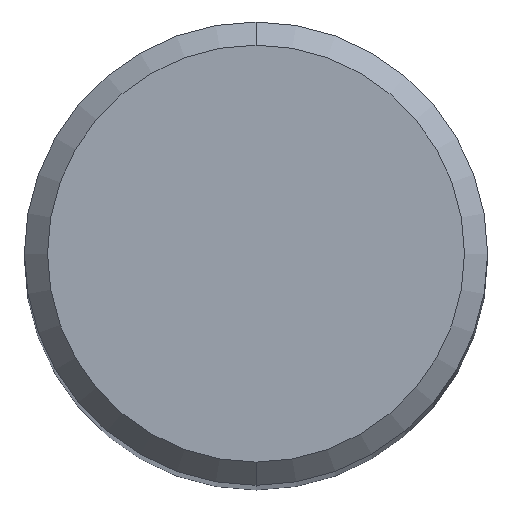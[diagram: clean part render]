
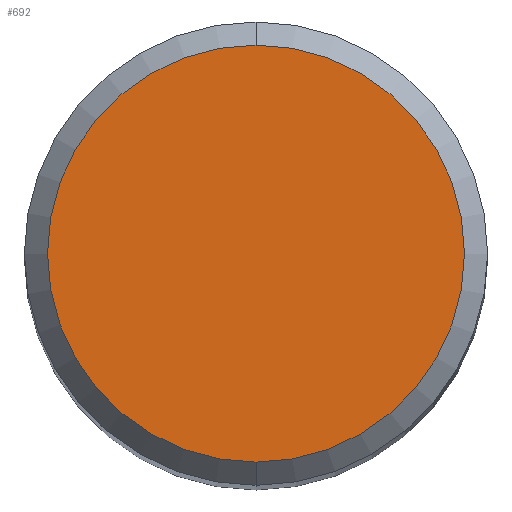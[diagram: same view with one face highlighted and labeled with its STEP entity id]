
A CAD part, top view. The second image highlights one B-rep face of the part: STEP entity #692.
In plain terms, the highlighted planar face has unit normal (0, 0, 1).
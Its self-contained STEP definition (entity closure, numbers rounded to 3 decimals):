
#332=EDGE_CURVE('',#756,#446,#945,.T.);
#446=VERTEX_POINT('',#1070);
#606=EDGE_CURVE('',#446,#756,#1240,.T.);
#692=ADVANCED_FACE('',(#1333),#1334,.T.);
#756=VERTEX_POINT('',#1403);
#945=CIRCLE('',#1607,5.4);
#1070=CARTESIAN_POINT('',(0.,-5.4,0.0));
#1240=CIRCLE('',#5738,5.4);
#1333=FACE_OUTER_BOUND('',#8597,.T.);
#1334=PLANE('',#8598);
#1403=CARTESIAN_POINT('',(0.0,5.4,0.0));
#1607=AXIS2_PLACEMENT_3D('',#9948,#9949,#9950);
#5738=AXIS2_PLACEMENT_3D('',#10225,#10226,#10227);
#8597=EDGE_LOOP('',(#10305,#10306));
#8598=AXIS2_PLACEMENT_3D('',#10307,#10308,#10309);
#9948=CARTESIAN_POINT('',(0.0,0.0,0.0));
#9949=DIRECTION('',(0.0,0.0,-1.0));
#9950=DIRECTION('',(0.0,1.0,0.0));
#10225=CARTESIAN_POINT('',(0.0,0.0,0.0));
#10226=DIRECTION('',(0.0,0.0,-1.0));
#10227=DIRECTION('',(0.0,1.0,0.0));
#10305=ORIENTED_EDGE('',*,*,#332,.F.);
#10306=ORIENTED_EDGE('',*,*,#606,.F.);
#10307=CARTESIAN_POINT('',(0.0,2.7,0.0));
#10308=DIRECTION('',(-0.0,0.0,1.0));
#10309=DIRECTION('',(0.0,-1.0,0.0));
